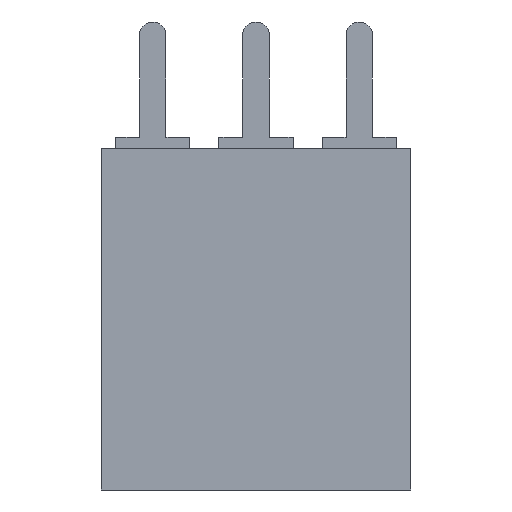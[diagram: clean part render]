
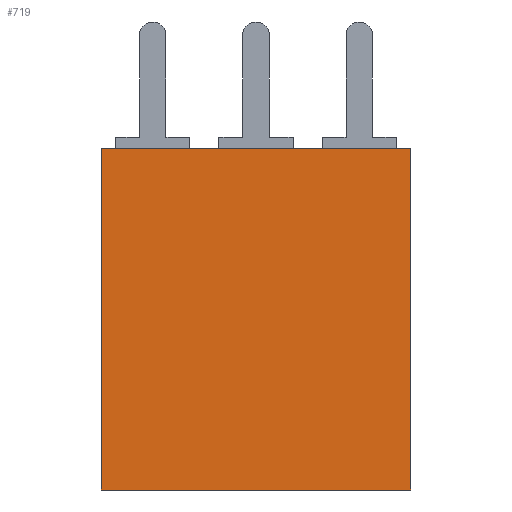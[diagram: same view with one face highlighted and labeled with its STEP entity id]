
A CAD part, front view. The second image highlights one B-rep face of the part: STEP entity #719.
In plain terms, the highlighted planar face has unit normal (0, -1, 0).
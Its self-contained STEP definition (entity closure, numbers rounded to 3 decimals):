
#4 = CARTESIAN_POINT ( 'NONE',  ( -1.27, -1.2, -4.2 ) ) ;
#21 = CARTESIAN_POINT ( 'NONE',  ( 1.27, -1.2, 4.2 ) ) ;
#115 = VECTOR ( 'NONE', #977, 1000. ) ;
#119 = VERTEX_POINT ( 'NONE', #873 ) ;
#126 = ORIENTED_EDGE ( 'NONE', *, *, #1248, .T. ) ;
#271 = PLANE ( 'NONE',  #556 ) ;
#441 = CARTESIAN_POINT ( 'NONE',  ( 6.35, -1.2, 4.2 ) ) ;
#459 = LINE ( 'NONE', #1356, #115 ) ;
#472 = ORIENTED_EDGE ( 'NONE', *, *, #2180, .F. ) ;
#479 = CARTESIAN_POINT ( 'NONE',  ( 1.27, -1.2, -4.2 ) ) ;
#539 = CARTESIAN_POINT ( 'NONE',  ( 1.27, -1.2, 4.2 ) ) ;
#556 = AXIS2_PLACEMENT_3D ( 'NONE', #539, #695, #1611 ) ;
#584 = CARTESIAN_POINT ( 'NONE',  ( -1.27, -1.2, 4.2 ) ) ;
#676 = CARTESIAN_POINT ( 'NONE',  ( 6.35, -1.2, -4.2 ) ) ;
#695 = DIRECTION ( 'NONE',  ( 0., 1., 0. ) ) ;
#719 = ADVANCED_FACE ( 'NONE', ( #1919 ), #271, .F. ) ;
#823 = LINE ( 'NONE', #479, #2274 ) ;
#870 = VECTOR ( 'NONE', #1365, 1000. ) ;
#873 = CARTESIAN_POINT ( 'NONE',  ( 6.35, -1.2, 4.2 ) ) ;
#977 = DIRECTION ( 'NONE',  ( 0., 0., -1. ) ) ;
#1060 = ORIENTED_EDGE ( 'NONE', *, *, #1811, .F. ) ;
#1248 = EDGE_CURVE ( 'NONE', #1802, #1305, #823, .T. ) ;
#1305 = VERTEX_POINT ( 'NONE', #676 ) ;
#1350 = VECTOR ( 'NONE', #2388, 1000. ) ;
#1356 = CARTESIAN_POINT ( 'NONE',  ( -1.27, -1.2, 4.2 ) ) ;
#1365 = DIRECTION ( 'NONE',  ( 0., 0., -1. ) ) ;
#1604 = ORIENTED_EDGE ( 'NONE', *, *, #1898, .T. ) ;
#1611 = DIRECTION ( 'NONE',  ( -1., 0., 0. ) ) ;
#1641 = LINE ( 'NONE', #21, #1350 ) ;
#1745 = DIRECTION ( 'NONE',  ( 1., 0., 0. ) ) ;
#1748 = EDGE_LOOP ( 'NONE', ( #126, #472, #1060, #1604 ) ) ;
#1802 = VERTEX_POINT ( 'NONE', #4 ) ;
#1811 = EDGE_CURVE ( 'NONE', #2330, #119, #1641, .T. ) ;
#1898 = EDGE_CURVE ( 'NONE', #2330, #1802, #459, .T. ) ;
#1908 = LINE ( 'NONE', #441, #870 ) ;
#1919 = FACE_OUTER_BOUND ( 'NONE', #1748, .T. ) ;
#2180 = EDGE_CURVE ( 'NONE', #119, #1305, #1908, .T. ) ;
#2274 = VECTOR ( 'NONE', #1745, 1000. ) ;
#2330 = VERTEX_POINT ( 'NONE', #584 ) ;
#2388 = DIRECTION ( 'NONE',  ( 1., 0., 0. ) ) ;
